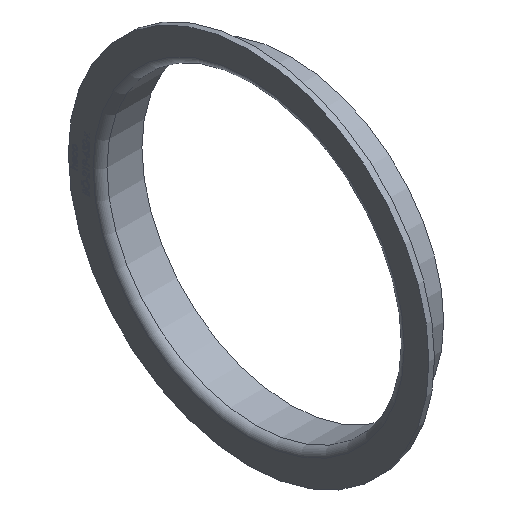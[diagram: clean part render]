
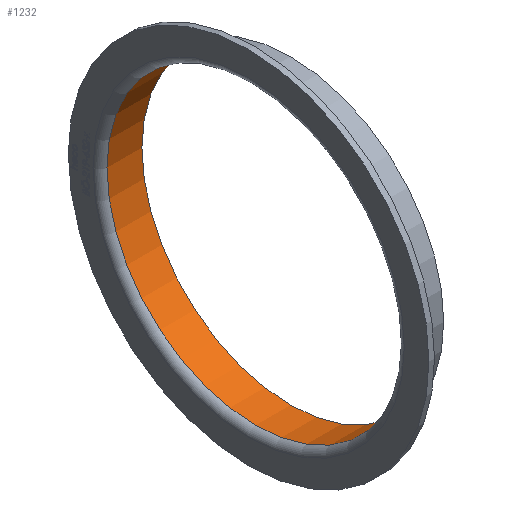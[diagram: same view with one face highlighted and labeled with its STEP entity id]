
A CAD part, isometric view. The second image highlights one B-rep face of the part: STEP entity #1232.
In plain terms, the highlighted cylindrical face has radius 106.35 mm (diameter 212.7 mm), a full revolution.
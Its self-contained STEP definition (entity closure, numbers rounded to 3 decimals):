
#477 = ORIENTED_EDGE ( 'NONE', *, *, #4621, .T. ) ;
#574 = DIRECTION ( 'NONE',  ( 0., 0., 1. ) ) ;
#650 = CARTESIAN_POINT ( 'NONE',  ( 30., 0., 0. ) ) ;
#837 = CARTESIAN_POINT ( 'NONE',  ( 5., 0., 0. ) ) ;
#1232 = ADVANCED_FACE ( 'NONE', ( #2508, #5960 ), #14067, .F. ) ;
#1638 = DIRECTION ( 'NONE',  ( 0., 0., -1. ) ) ;
#1664 = CARTESIAN_POINT ( 'NONE',  ( 30., 0., 106.35 ) ) ;
#2508 = FACE_OUTER_BOUND ( 'NONE', #6562, .T. ) ;
#4192 = DIRECTION ( 'NONE',  ( -1., 0., 0. ) ) ;
#4621 = EDGE_CURVE ( 'NONE', #11903, #11903, #12386, .T. ) ;
#4968 = DIRECTION ( 'NONE',  ( -1., 0., 0. ) ) ;
#5630 = EDGE_LOOP ( 'NONE', ( #8862 ) ) ;
#5960 = FACE_OUTER_BOUND ( 'NONE', #5630, .T. ) ;
#6562 = EDGE_LOOP ( 'NONE', ( #477 ) ) ;
#7070 = CARTESIAN_POINT ( 'NONE',  ( 0., 0., 0. ) ) ;
#7358 = DIRECTION ( 'NONE',  ( -1., 0., 0. ) ) ;
#7496 = AXIS2_PLACEMENT_3D ( 'NONE', #650, #4968, #574 ) ;
#8202 = CIRCLE ( 'NONE', #7496, 106.35 ) ;
#8842 = EDGE_CURVE ( 'NONE', #13239, #13239, #8202, .T. ) ;
#8862 = ORIENTED_EDGE ( 'NONE', *, *, #8842, .F. ) ;
#9680 = CARTESIAN_POINT ( 'NONE',  ( 5., 0., -106.35 ) ) ;
#10720 = DIRECTION ( 'NONE',  ( 0., 0., 1. ) ) ;
#10986 = AXIS2_PLACEMENT_3D ( 'NONE', #837, #4192, #1638 ) ;
#11903 = VERTEX_POINT ( 'NONE', #9680 ) ;
#12386 = CIRCLE ( 'NONE', #10986, 106.35 ) ;
#12859 = AXIS2_PLACEMENT_3D ( 'NONE', #7070, #7358, #10720 ) ;
#13239 = VERTEX_POINT ( 'NONE', #1664 ) ;
#14067 = CYLINDRICAL_SURFACE ( 'NONE', #12859, 106.35 ) ;
